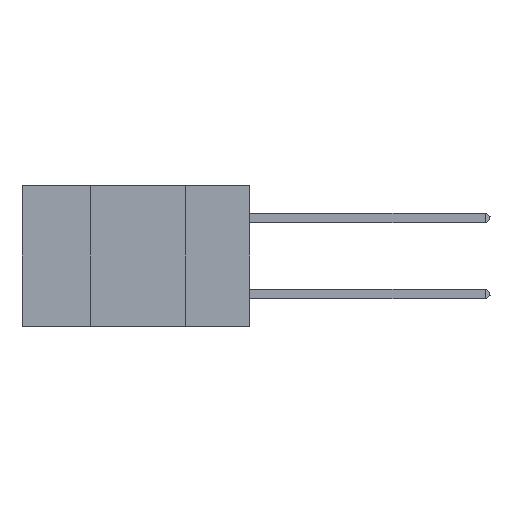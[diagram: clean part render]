
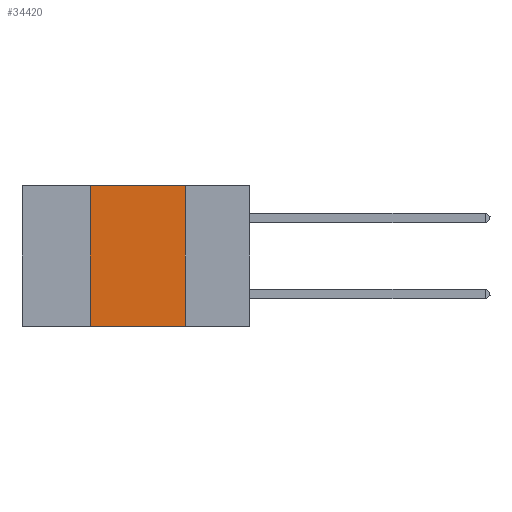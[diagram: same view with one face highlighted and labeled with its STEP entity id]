
A CAD part, left-side view. The second image highlights one B-rep face of the part: STEP entity #34420.
In plain terms, the highlighted planar face has unit normal (-1, 0, 0).
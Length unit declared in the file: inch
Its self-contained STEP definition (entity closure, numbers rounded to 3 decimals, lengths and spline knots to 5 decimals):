
#2419 = PLANE ( 'NONE',  #11255 ) ;
#3242 = ORIENTED_EDGE ( 'NONE', *, *, #25743, .F. ) ;
#4173 = VERTEX_POINT ( 'NONE', #21364 ) ;
#4719 = LINE ( 'NONE', #33349, #11397 ) ;
#5200 = DIRECTION ( 'NONE',  ( 0., 0., -1. ) ) ;
#6401 = DIRECTION ( 'NONE',  ( 0., 0., 1. ) ) ;
#8286 = VECTOR ( 'NONE', #18315, 39.37008 ) ;
#10491 = CARTESIAN_POINT ( 'NONE',  ( 0., 0.6, -0.37 ) ) ;
#10505 = ORIENTED_EDGE ( 'NONE', *, *, #11973, .F. ) ;
#10612 = CARTESIAN_POINT ( 'NONE',  ( 0., 0.17, -0.37 ) ) ;
#11255 = AXIS2_PLACEMENT_3D ( 'NONE', #21022, #18469, #5200 ) ;
#11397 = VECTOR ( 'NONE', #14877, 39.37008 ) ;
#11973 = EDGE_CURVE ( 'NONE', #4173, #33270, #4719, .T. ) ;
#14551 = ORIENTED_EDGE ( 'NONE', *, *, #17940, .T. ) ;
#14877 = DIRECTION ( 'NONE',  ( 0., 0., -1. ) ) ;
#15531 = EDGE_CURVE ( 'NONE', #25588, #4173, #20560, .T. ) ;
#16648 = LINE ( 'NONE', #10491, #8286 ) ;
#17940 = EDGE_CURVE ( 'NONE', #29005, #33270, #16648, .T. ) ;
#18315 = DIRECTION ( 'NONE',  ( 0., -1., 0. ) ) ;
#18469 = DIRECTION ( 'NONE',  ( 1., 0., 0. ) ) ;
#18520 = CARTESIAN_POINT ( 'NONE',  ( 0., 0.42, -0.37 ) ) ;
#19224 = ORIENTED_EDGE ( 'NONE', *, *, #15531, .F. ) ;
#20030 = CARTESIAN_POINT ( 'NONE',  ( 0., 0.42, 0. ) ) ;
#20560 = LINE ( 'NONE', #27798, #23456 ) ;
#21022 = CARTESIAN_POINT ( 'NONE',  ( 0., 0.6, 0. ) ) ;
#21364 = CARTESIAN_POINT ( 'NONE',  ( 0., 0.17, 0. ) ) ;
#21705 = FACE_OUTER_BOUND ( 'NONE', #29102, .T. ) ;
#22353 = DIRECTION ( 'NONE',  ( 0., -1., 0. ) ) ;
#22453 = LINE ( 'NONE', #20030, #26596 ) ;
#23456 = VECTOR ( 'NONE', #22353, 39.37008 ) ;
#24460 = CARTESIAN_POINT ( 'NONE',  ( 0., 0.42, 0. ) ) ;
#25588 = VERTEX_POINT ( 'NONE', #24460 ) ;
#25743 = EDGE_CURVE ( 'NONE', #29005, #25588, #22453, .T. ) ;
#26596 = VECTOR ( 'NONE', #6401, 39.37008 ) ;
#27798 = CARTESIAN_POINT ( 'NONE',  ( 0., 0.6, 0. ) ) ;
#29005 = VERTEX_POINT ( 'NONE', #18520 ) ;
#29102 = EDGE_LOOP ( 'NONE', ( #10505, #19224, #3242, #14551 ) ) ;
#33270 = VERTEX_POINT ( 'NONE', #10612 ) ;
#33349 = CARTESIAN_POINT ( 'NONE',  ( 0., 0.17, 0. ) ) ;
#34420 = ADVANCED_FACE ( 'NONE', ( #21705 ), #2419, .F. ) ;
